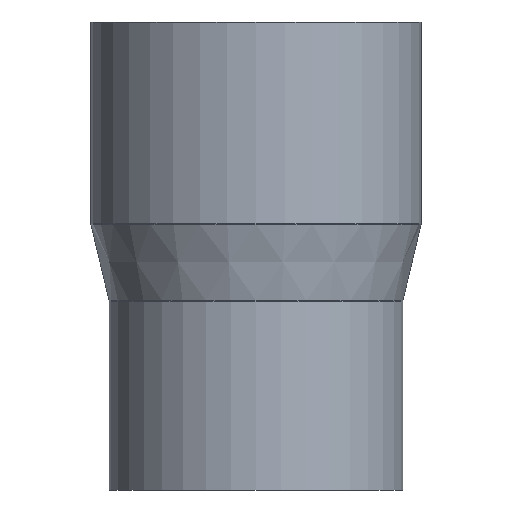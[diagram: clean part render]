
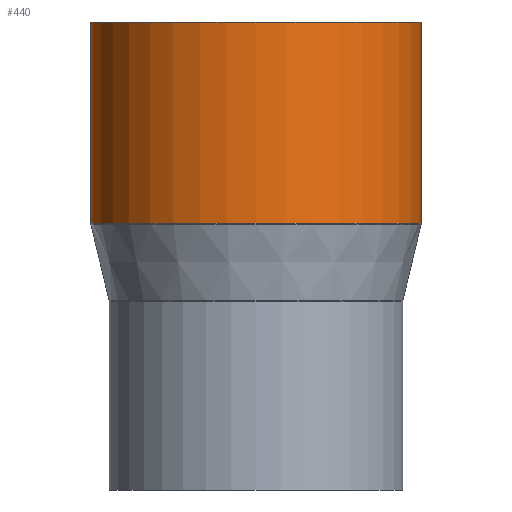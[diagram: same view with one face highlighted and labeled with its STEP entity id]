
A CAD part, front view. The second image highlights one B-rep face of the part: STEP entity #440.
In plain terms, the highlighted cylindrical face has radius 90 mm (diameter 180 mm), a partial arc.
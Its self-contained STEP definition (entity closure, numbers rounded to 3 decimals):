
#2 = LINE ( 'NONE', #108, #427 ) ;
#54 = CARTESIAN_POINT ( 'NONE',  ( 0., 0., 17.455 ) ) ;
#71 = AXIS2_PLACEMENT_3D ( 'NONE', #54, #556, #260 ) ;
#108 = CARTESIAN_POINT ( 'NONE',  ( 90., 0., -16.533 ) ) ;
#127 = CARTESIAN_POINT ( 'NONE',  ( 90., 0., 127.22 ) ) ;
#145 = VERTEX_POINT ( 'NONE', #378 ) ;
#191 = VERTEX_POINT ( 'NONE', #127 ) ;
#213 = CIRCLE ( 'NONE', #71, 90. ) ;
#238 = CARTESIAN_POINT ( 'NONE',  ( 0., 0., 127.22 ) ) ;
#255 = LINE ( 'NONE', #458, #405 ) ;
#259 = VERTEX_POINT ( 'NONE', #623 ) ;
#260 = DIRECTION ( 'NONE',  ( -1., 0., 0. ) ) ;
#307 = AXIS2_PLACEMENT_3D ( 'NONE', #238, #442, #593 ) ;
#315 = VERTEX_POINT ( 'NONE', #538 ) ;
#332 = ORIENTED_EDGE ( 'NONE', *, *, #555, .F. ) ;
#348 = FACE_OUTER_BOUND ( 'NONE', #387, .T. ) ;
#378 = CARTESIAN_POINT ( 'NONE',  ( -90., 0., 127.22 ) ) ;
#387 = EDGE_LOOP ( 'NONE', ( #332, #573, #599, #528 ) ) ;
#400 = EDGE_CURVE ( 'NONE', #191, #145, #478, .T. ) ;
#405 = VECTOR ( 'NONE', #603, 1000. ) ;
#427 = VECTOR ( 'NONE', #610, 1000. ) ;
#440 = ADVANCED_FACE ( 'NONE', ( #348 ), #540, .T. ) ;
#442 = DIRECTION ( 'NONE',  ( 0., 0., -1. ) ) ;
#458 = CARTESIAN_POINT ( 'NONE',  ( -90., 0., -16.533 ) ) ;
#478 = CIRCLE ( 'NONE', #307, 90. ) ;
#486 = EDGE_CURVE ( 'NONE', #145, #315, #255, .T. ) ;
#494 = DIRECTION ( 'NONE',  ( -1., 0., 0. ) ) ;
#528 = ORIENTED_EDGE ( 'NONE', *, *, #585, .F. ) ;
#538 = CARTESIAN_POINT ( 'NONE',  ( -90., 0., 17.455 ) ) ;
#540 = CYLINDRICAL_SURFACE ( 'NONE', #607, 90. ) ;
#549 = DIRECTION ( 'NONE',  ( 0., 0., -1. ) ) ;
#555 = EDGE_CURVE ( 'NONE', #191, #259, #2, .T. ) ;
#556 = DIRECTION ( 'NONE',  ( 0., 0., -1. ) ) ;
#573 = ORIENTED_EDGE ( 'NONE', *, *, #400, .T. ) ;
#585 = EDGE_CURVE ( 'NONE', #259, #315, #213, .T. ) ;
#593 = DIRECTION ( 'NONE',  ( -1., 0., 0. ) ) ;
#599 = ORIENTED_EDGE ( 'NONE', *, *, #486, .T. ) ;
#603 = DIRECTION ( 'NONE',  ( 0., 0., -1. ) ) ;
#607 = AXIS2_PLACEMENT_3D ( 'NONE', #641, #549, #494 ) ;
#610 = DIRECTION ( 'NONE',  ( 0., 0., -1. ) ) ;
#623 = CARTESIAN_POINT ( 'NONE',  ( 90., 0., 17.455 ) ) ;
#641 = CARTESIAN_POINT ( 'NONE',  ( 0., 0., -16.533 ) ) ;
